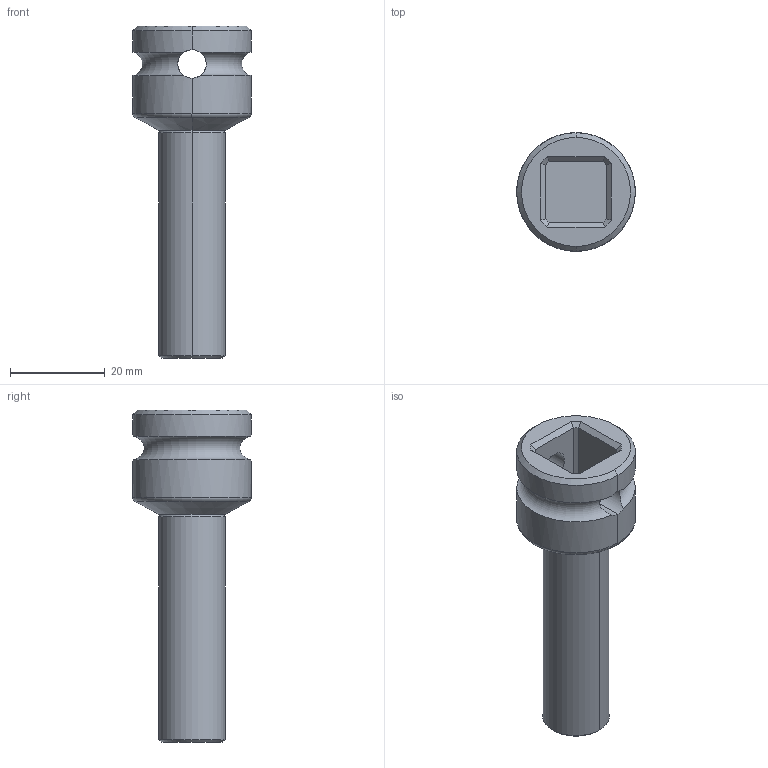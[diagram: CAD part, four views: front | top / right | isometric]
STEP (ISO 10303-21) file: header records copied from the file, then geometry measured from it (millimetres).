
FILE_DESCRIPTION((''),'2;1');
FILE_NAME('4027133592_ASM','2023-09-01T09:39:19',('a00565553'),(''),'CREO PARAMETRIC BY PTC INC, 2022414','CREO PARAMETRIC BY PTC INC, 2022414','');
FILE_SCHEMA(('CONFIG_CONTROL_DESIGN','GEOMETRIC_VALIDATION_PROPERTIES_MIM'));
Length unit declared in the file: millimetre
Products named in the file (4): 4027034321; 4027901802; 4027907716; 4027133592_ASM
Assembly tree (3 placements, depth 2):
  4027133592_ASM
    4027034321
    4027901802
    4027907716
Bounding box: 25 x 25 x 70 mm (x, y, z)
Volume: 13343.9 mm3; surface area: 7706 mm2
Topology: 3 solids, 3 shells, 135 faces, 332 edges, 202 vertices
Faces by surface type: cylinder 52, plane 51, cone 22, bspline 6, torus 4
Entity records: 5645 total; most frequent: CARTESIAN_POINT 1324, ORIENTED_EDGE 652, DIRECTION 640, EDGE_CURVE 326, PRESENTATION_STYLE_ASSIGNMENT 314, STYLED_ITEM 314, CURVE_STYLE 312, AXIS2_PLACEMENT_3D 244
